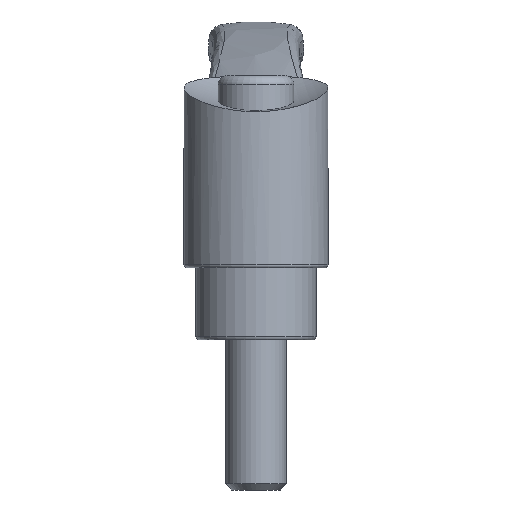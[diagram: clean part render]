
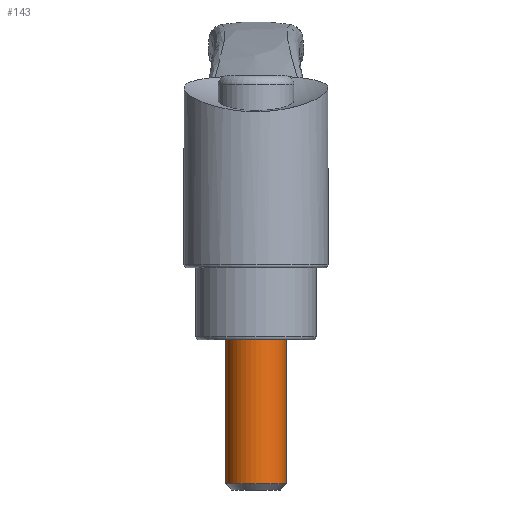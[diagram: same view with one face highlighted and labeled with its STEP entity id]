
A CAD part, left-side view. The second image highlights one B-rep face of the part: STEP entity #143.
In plain terms, the highlighted cylindrical face has radius 5 mm (diameter 10 mm), a full revolution.
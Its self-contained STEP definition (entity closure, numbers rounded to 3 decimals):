
#143 = ADVANCED_FACE( '', ( #318, #319 ), #320, .T. );
#318 = FACE_OUTER_BOUND( '', #1845, .T. );
#319 = FACE_OUTER_BOUND( '', #1846, .T. );
#320 = CYLINDRICAL_SURFACE( '', #1847, 5. );
#1845 = EDGE_LOOP( '', ( #4009 ) );
#1846 = EDGE_LOOP( '', ( #4010 ) );
#1847 = AXIS2_PLACEMENT_3D( '', #4011, #4012, #4013 );
#4009 = ORIENTED_EDGE( '', *, *, #4345, .T. );
#4010 = ORIENTED_EDGE( '', *, *, #4273, .T. );
#4011 = CARTESIAN_POINT( '', ( 0., 0., -37. ) );
#4012 = DIRECTION( '', ( 0., 0., -1. ) );
#4013 = DIRECTION( '', ( 1., 0., 0. ) );
#4273 = EDGE_CURVE( '', #4496, #4496, #4497, .T. );
#4345 = EDGE_CURVE( '', #4605, #4605, #4606, .F. );
#4496 = VERTEX_POINT( '', #5315 );
#4497 = CIRCLE( '', #5316, 5. );
#4605 = VERTEX_POINT( '', #6353 );
#4606 = CIRCLE( '', #6354, 5. );
#5315 = CARTESIAN_POINT( '', ( 0., 5., -12. ) );
#5316 = AXIS2_PLACEMENT_3D( '', #6967, #6968, #6969 );
#6353 = CARTESIAN_POINT( '', ( -5., 0., -36. ) );
#6354 = AXIS2_PLACEMENT_3D( '', #7016, #7017, #7018 );
#6967 = CARTESIAN_POINT( '', ( 0., 0., -12. ) );
#6968 = DIRECTION( '', ( 0., 0., -1. ) );
#6969 = DIRECTION( '', ( 0., 1., 0. ) );
#7016 = CARTESIAN_POINT( '', ( 0., 0., -36. ) );
#7017 = DIRECTION( '', ( 0., 0., -1. ) );
#7018 = DIRECTION( '', ( -1., 0., 0. ) );
